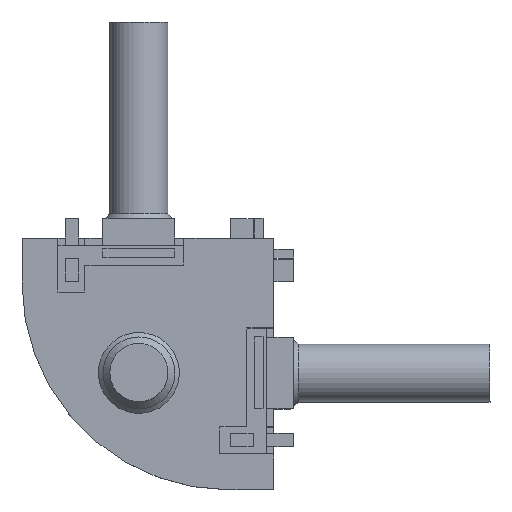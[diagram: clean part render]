
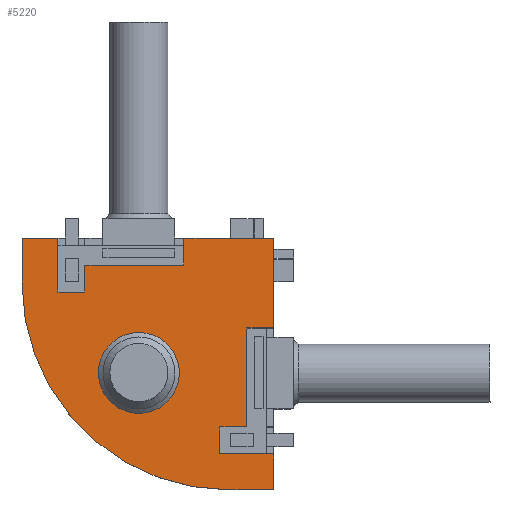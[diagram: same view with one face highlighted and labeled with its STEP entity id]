
A CAD part, top view. The second image highlights one B-rep face of the part: STEP entity #5220.
In plain terms, the highlighted planar face has unit normal (0, 0, 1).
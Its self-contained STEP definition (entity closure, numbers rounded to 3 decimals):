
#786=PLANE('',#5000);
#939=VECTOR('',#3449,1.);
#940=VECTOR('',#3450,1.);
#941=VECTOR('',#3451,1.);
#942=VECTOR('',#3452,1.);
#943=VECTOR('',#3453,1.);
#944=VECTOR('',#3454,1.);
#945=VECTOR('',#3455,1.);
#946=VECTOR('',#3456,1.);
#947=VECTOR('',#3457,1.);
#948=VECTOR('',#3458,1.);
#949=VECTOR('',#3461,1.);
#950=VECTOR('',#3462,1.);
#951=VECTOR('',#3463,1.);
#952=VECTOR('',#3464,1.);
#953=VECTOR('',#3465,1.);
#954=VECTOR('',#3466,1.);
#1275=LINE('',#4209,#939);
#1276=LINE('',#4211,#940);
#1277=LINE('',#4213,#941);
#1278=LINE('',#4215,#942);
#1279=LINE('',#4217,#943);
#1280=LINE('',#4219,#944);
#1281=LINE('',#4221,#945);
#1282=LINE('',#4223,#946);
#1283=LINE('',#4225,#947);
#1284=LINE('',#4227,#948);
#1285=LINE('',#4231,#949);
#1286=LINE('',#4233,#950);
#1287=LINE('',#4235,#951);
#1288=LINE('',#4237,#952);
#1289=LINE('',#4239,#953);
#1290=LINE('',#4240,#954);
#1615=ORIENTED_EDGE('',*,*,#2666,.F.);
#1616=ORIENTED_EDGE('',*,*,#2667,.F.);
#1617=ORIENTED_EDGE('',*,*,#2668,.T.);
#1618=ORIENTED_EDGE('',*,*,#2669,.F.);
#1619=ORIENTED_EDGE('',*,*,#2670,.F.);
#1620=ORIENTED_EDGE('',*,*,#2671,.F.);
#1621=ORIENTED_EDGE('',*,*,#2672,.F.);
#1622=ORIENTED_EDGE('',*,*,#2673,.F.);
#1623=ORIENTED_EDGE('',*,*,#2674,.T.);
#1624=ORIENTED_EDGE('',*,*,#2675,.T.);
#1625=ORIENTED_EDGE('',*,*,#2676,.T.);
#1626=ORIENTED_EDGE('',*,*,#2677,.T.);
#1627=ORIENTED_EDGE('',*,*,#2678,.F.);
#1628=ORIENTED_EDGE('',*,*,#2679,.F.);
#1629=ORIENTED_EDGE('',*,*,#2680,.F.);
#1630=ORIENTED_EDGE('',*,*,#2681,.F.);
#1631=ORIENTED_EDGE('',*,*,#2682,.F.);
#1632=ORIENTED_EDGE('',*,*,#2663,.F.);
#1633=ORIENTED_EDGE('',*,*,#2683,.T.);
#2365=CIRCLE('',#4999,4.5);
#2366=CIRCLE('',#5001,23.);
#2367=CIRCLE('',#5002,4.5);
#2409=VERTEX_POINT('',#4201);
#2410=VERTEX_POINT('',#4202);
#2411=VERTEX_POINT('',#4207);
#2412=VERTEX_POINT('',#4208);
#2413=VERTEX_POINT('',#4210);
#2414=VERTEX_POINT('',#4212);
#2415=VERTEX_POINT('',#4214);
#2416=VERTEX_POINT('',#4216);
#2417=VERTEX_POINT('',#4218);
#2418=VERTEX_POINT('',#4220);
#2419=VERTEX_POINT('',#4222);
#2420=VERTEX_POINT('',#4224);
#2421=VERTEX_POINT('',#4226);
#2422=VERTEX_POINT('',#4228);
#2423=VERTEX_POINT('',#4230);
#2424=VERTEX_POINT('',#4232);
#2425=VERTEX_POINT('',#4234);
#2426=VERTEX_POINT('',#4236);
#2427=VERTEX_POINT('',#4238);
#2663=EDGE_CURVE('',#2409,#2410,#2365,.T.);
#2666=EDGE_CURVE('',#2411,#2412,#1275,.T.);
#2667=EDGE_CURVE('',#2413,#2411,#1276,.T.);
#2668=EDGE_CURVE('',#2413,#2414,#1277,.T.);
#2669=EDGE_CURVE('',#2415,#2414,#1278,.T.);
#2670=EDGE_CURVE('',#2416,#2415,#1279,.T.);
#2671=EDGE_CURVE('',#2417,#2416,#1280,.T.);
#2672=EDGE_CURVE('',#2418,#2417,#1281,.T.);
#2673=EDGE_CURVE('',#2419,#2418,#1282,.T.);
#2674=EDGE_CURVE('',#2419,#2420,#1283,.T.);
#2675=EDGE_CURVE('',#2420,#2421,#1284,.T.);
#2676=EDGE_CURVE('',#2421,#2422,#2366,.T.);
#2677=EDGE_CURVE('',#2422,#2423,#1285,.T.);
#2678=EDGE_CURVE('',#2424,#2423,#1286,.T.);
#2679=EDGE_CURVE('',#2425,#2424,#1287,.T.);
#2680=EDGE_CURVE('',#2426,#2425,#1288,.T.);
#2681=EDGE_CURVE('',#2427,#2426,#1289,.T.);
#2682=EDGE_CURVE('',#2412,#2427,#1290,.T.);
#2683=EDGE_CURVE('',#2409,#2410,#2367,.T.);
#3039=EDGE_LOOP('',(#1615,#1616,#1617,#1618,#1619,#1620,#1621,#1622,#1623,
#1624,#1625,#1626,#1627,#1628,#1629,#1630,#1631));
#3040=EDGE_LOOP('',(#1632,#1633));
#3237=FACE_BOUND('',#3039,.T.);
#3238=FACE_BOUND('',#3040,.T.);
#3443=DIRECTION('',(0.,0.,1.));
#3444=DIRECTION('',(-4.5,0.,0.));
#3447=DIRECTION('',(0.,0.,1.));
#3448=DIRECTION('',(0.,-1.,0.));
#3449=DIRECTION('',(-3.,0.,0.));
#3450=DIRECTION('',(0.,-10.,0.));
#3451=DIRECTION('',(-10.,0.,0.));
#3452=DIRECTION('',(0.,3.,0.));
#3453=DIRECTION('',(11.,0.,0.));
#3454=DIRECTION('',(0.,3.,0.));
#3455=DIRECTION('',(3.,0.,0.));
#3456=DIRECTION('',(0.,-6.,0.));
#3457=DIRECTION('',(-4.,0.,0.));
#3458=DIRECTION('',(0.,-5.,0.));
#3459=DIRECTION('',(0.,0.,1.));
#3460=DIRECTION('',(-23.,0.,0.));
#3461=DIRECTION('',(5.,0.,0.));
#3462=DIRECTION('',(0.,-4.,0.));
#3463=DIRECTION('',(6.,0.,0.));
#3464=DIRECTION('',(0.,-3.,0.));
#3465=DIRECTION('',(-3.,0.,0.));
#3466=DIRECTION('',(0.,-11.,0.));
#3467=DIRECTION('',(0.,0.,-1.));
#3468=DIRECTION('',(-4.5,0.,0.));
#4201=CARTESIAN_POINT('',(-19.5,-15.,0.));
#4202=CARTESIAN_POINT('',(-10.5,-15.,0.));
#4203=CARTESIAN_POINT('',(-15.,-15.,0.));
#4206=CARTESIAN_POINT('',(-28.,0.,0.));
#4207=CARTESIAN_POINT('',(0.,-10.,0.));
#4208=CARTESIAN_POINT('',(-3.,-10.,0.));
#4209=CARTESIAN_POINT('',(0.,-10.,0.));
#4210=CARTESIAN_POINT('',(0.,0.,0.));
#4211=CARTESIAN_POINT('',(0.,0.,0.));
#4212=CARTESIAN_POINT('',(-10.,0.,0.));
#4213=CARTESIAN_POINT('',(0.,0.,0.));
#4214=CARTESIAN_POINT('',(-10.,-3.,0.));
#4215=CARTESIAN_POINT('',(-10.,-3.,0.));
#4216=CARTESIAN_POINT('',(-21.,-3.,0.));
#4217=CARTESIAN_POINT('',(-21.,-3.,0.));
#4218=CARTESIAN_POINT('',(-21.,-6.,0.));
#4219=CARTESIAN_POINT('',(-21.,-6.,0.));
#4220=CARTESIAN_POINT('',(-24.,-6.,0.));
#4221=CARTESIAN_POINT('',(-24.,-6.,0.));
#4222=CARTESIAN_POINT('',(-24.,0.,0.));
#4223=CARTESIAN_POINT('',(-24.,0.,0.));
#4224=CARTESIAN_POINT('',(-28.,0.,0.));
#4225=CARTESIAN_POINT('',(-24.,0.,0.));
#4226=CARTESIAN_POINT('',(-28.,-5.,0.));
#4227=CARTESIAN_POINT('',(-28.,0.,0.));
#4228=CARTESIAN_POINT('',(-5.,-28.,0.));
#4229=CARTESIAN_POINT('',(-5.,-5.,0.));
#4230=CARTESIAN_POINT('',(0.,-28.,0.));
#4231=CARTESIAN_POINT('',(-5.,-28.,0.));
#4232=CARTESIAN_POINT('',(0.,-24.,0.));
#4233=CARTESIAN_POINT('',(0.,-24.,0.));
#4234=CARTESIAN_POINT('',(-6.,-24.,0.));
#4235=CARTESIAN_POINT('',(-6.,-24.,0.));
#4236=CARTESIAN_POINT('',(-6.,-21.,0.));
#4237=CARTESIAN_POINT('',(-6.,-21.,0.));
#4238=CARTESIAN_POINT('',(-3.,-21.,0.));
#4239=CARTESIAN_POINT('',(-3.,-21.,0.));
#4240=CARTESIAN_POINT('',(-3.,-10.,0.));
#4241=CARTESIAN_POINT('',(-15.,-15.,0.));
#4999=AXIS2_PLACEMENT_3D('',#4203,#3443,#3444);
#5000=AXIS2_PLACEMENT_3D('',#4206,#3447,#3448);
#5001=AXIS2_PLACEMENT_3D('',#4229,#3459,#3460);
#5002=AXIS2_PLACEMENT_3D('',#4241,#3467,#3468);
#5220=ADVANCED_FACE('',(#3237,#3238),#786,.T.);
